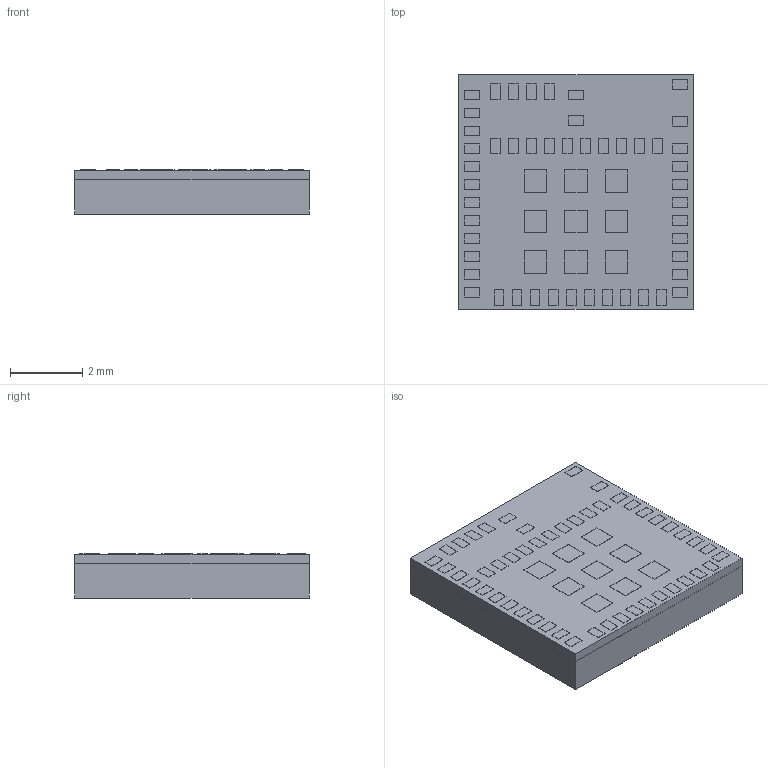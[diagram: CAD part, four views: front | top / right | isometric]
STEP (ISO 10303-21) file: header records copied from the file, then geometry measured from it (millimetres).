
FILE_DESCRIPTION (( 'STEP AP214' ), '1' );
FILE_NAME ('WFM200SS22XNA3.STEP', '2023-06-01T13:33:11', ( '' ), ( '' ), 'SwSTEP 2.0', 'SolidWorks 2022', '' );
FILE_SCHEMA (( 'AUTOMOTIVE_DESIGN' ));
Length unit declared in the file: millimetre
Products named in the file (1): WFM200SS22XNA3
Bounding box: 6.5 x 6.5 x 1.22 mm (x, y, z)
Volume: 51.2 mm3; surface area: 201.4 mm2
Topology: 2 solids, 2 shells, 302 faces, 720 edges, 480 vertices
Faces by surface type: plane 302
Entity records: 11843 total; most frequent: CARTESIAN_POINT 1503, ORIENTED_EDGE 1440, DIRECTION 1326, EDGE_CURVE 720, VECTOR 720, LINE 720, VERTEX_POINT 480, EDGE_LOOP 360
